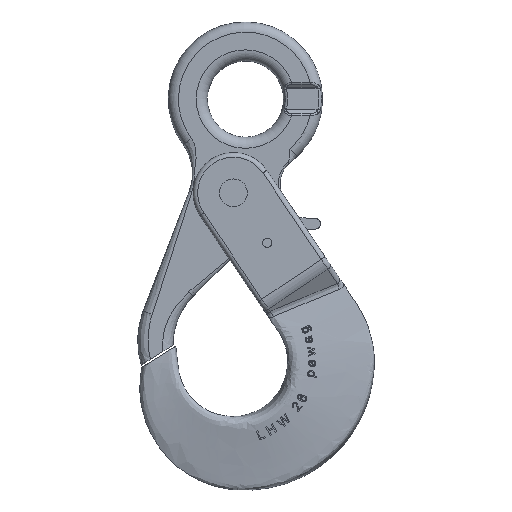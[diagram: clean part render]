
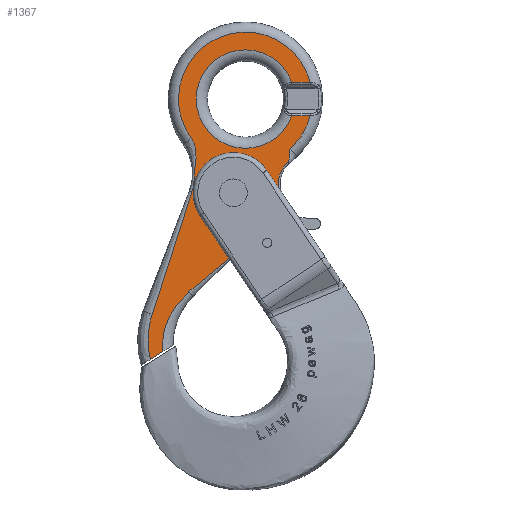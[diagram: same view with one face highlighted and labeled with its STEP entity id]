
A CAD part, top view. The second image highlights one B-rep face of the part: STEP entity #1367.
In plain terms, the highlighted planar face has unit normal (0, 0, 1).
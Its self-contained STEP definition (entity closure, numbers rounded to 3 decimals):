
#871=(
BOUNDED_CURVE()
B_SPLINE_CURVE(3,(#6921,#6922,#6923,#6924,#6925,#6926,#6927,#6928,#6929,
#6930,#6931,#6932),.UNSPECIFIED.,.F.,.F.)
B_SPLINE_CURVE_WITH_KNOTS((4,2,2,2,2,4),(0.,0.25,0.375,0.5,0.75,1.),
 .UNSPECIFIED.)
CURVE()
GEOMETRIC_REPRESENTATION_ITEM()
RATIONAL_B_SPLINE_CURVE((1.,1.,1.,1.,1.,1.,1.,1.,1.,1.,1.,1.))
REPRESENTATION_ITEM('')
);
#872=(
BOUNDED_CURVE()
B_SPLINE_CURVE(3,(#6934,#6935,#6936,#6937,#6938,#6939,#6940),
 .UNSPECIFIED.,.F.,.F.)
B_SPLINE_CURVE_WITH_KNOTS((4,3,4),(0.,0.102,1.),
 .UNSPECIFIED.)
CURVE()
GEOMETRIC_REPRESENTATION_ITEM()
RATIONAL_B_SPLINE_CURVE((1.,1.,1.,1.,1.,1.,1.))
REPRESENTATION_ITEM('')
);
#873=(
BOUNDED_CURVE()
B_SPLINE_CURVE(3,(#6942,#6943,#6944,#6945,#6946,#6947,#6948,#6949,#6950,
#6951),.UNSPECIFIED.,.F.,.F.)
B_SPLINE_CURVE_WITH_KNOTS((4,2,2,2,4),(0.,0.443,0.583,
0.722,1.),.UNSPECIFIED.)
CURVE()
GEOMETRIC_REPRESENTATION_ITEM()
RATIONAL_B_SPLINE_CURVE((1.,1.,1.,1.,1.,1.,1.,1.,1.,1.))
REPRESENTATION_ITEM('')
);
#874=(
BOUNDED_CURVE()
B_SPLINE_CURVE(3,(#6952,#6953,#6954,#6955,#6956,#6957,#6958,#6959,#6960,
#6961,#6962,#6963),.UNSPECIFIED.,.F.,.F.)
B_SPLINE_CURVE_WITH_KNOTS((4,2,2,2,2,4),(0.,0.263,0.525,
0.656,0.788,1.),.UNSPECIFIED.)
CURVE()
GEOMETRIC_REPRESENTATION_ITEM()
RATIONAL_B_SPLINE_CURVE((1.,1.,1.,1.,1.,1.,1.,1.,1.,1.,1.,1.))
REPRESENTATION_ITEM('')
);
#875=(
BOUNDED_CURVE()
B_SPLINE_CURVE(3,(#6965,#6966,#6967,#6968,#6969,#6970,#6971),
 .UNSPECIFIED.,.F.,.F.)
B_SPLINE_CURVE_WITH_KNOTS((4,3,4),(0.,0.354,1.),
 .UNSPECIFIED.)
CURVE()
GEOMETRIC_REPRESENTATION_ITEM()
RATIONAL_B_SPLINE_CURVE((1.,1.,1.,1.,1.,1.,1.))
REPRESENTATION_ITEM('')
);
#876=(
BOUNDED_CURVE()
B_SPLINE_CURVE(3,(#6980,#6981,#6982,#6983),.UNSPECIFIED.,.F.,.F.)
B_SPLINE_CURVE_WITH_KNOTS((4,4),(0.,1.),.UNSPECIFIED.)
CURVE()
GEOMETRIC_REPRESENTATION_ITEM()
RATIONAL_B_SPLINE_CURVE((1.,1.,1.,1.))
REPRESENTATION_ITEM('')
);
#895=LINE('',#6261,#1092);
#902=LINE('',#6637,#1099);
#903=LINE('',#6639,#1100);
#910=LINE('',#6917,#1107);
#911=LINE('',#6987,#1108);
#1092=VECTOR('',#5033,1.);
#1099=VECTOR('',#5072,1.);
#1100=VECTOR('',#5075,1.);
#1107=VECTOR('',#5134,1.);
#1108=VECTOR('',#5147,1.);
#1367=ADVANCED_FACE('',(#1699,#1700),#1605,.F.);
#1605=PLANE('',#4727);
#1699=FACE_BOUND('',#1813,.T.);
#1700=FACE_BOUND('',#1814,.T.);
#1813=EDGE_LOOP('',(#2291));
#1814=EDGE_LOOP('',(#2292,#2293,#2294,#2295,#2296,#2297,#2298,#2299,#2300,
#2301,#2302,#2303,#2304,#2305,#2306,#2307,#2308,#2309));
#2291=ORIENTED_EDGE('',*,*,#3962,.T.);
#2292=ORIENTED_EDGE('',*,*,#3963,.F.);
#2293=ORIENTED_EDGE('',*,*,#3964,.F.);
#2294=ORIENTED_EDGE('',*,*,#3965,.F.);
#2295=ORIENTED_EDGE('',*,*,#3966,.F.);
#2296=ORIENTED_EDGE('',*,*,#3967,.F.);
#2297=ORIENTED_EDGE('',*,*,#3968,.F.);
#2298=ORIENTED_EDGE('',*,*,#3904,.F.);
#2299=ORIENTED_EDGE('',*,*,#3969,.F.);
#2300=ORIENTED_EDGE('',*,*,#3970,.F.);
#2301=ORIENTED_EDGE('',*,*,#3971,.F.);
#2302=ORIENTED_EDGE('',*,*,#3972,.F.);
#2303=ORIENTED_EDGE('',*,*,#3931,.T.);
#2304=ORIENTED_EDGE('',*,*,#3930,.T.);
#2305=ORIENTED_EDGE('',*,*,#3973,.F.);
#2306=ORIENTED_EDGE('',*,*,#3974,.F.);
#2307=ORIENTED_EDGE('',*,*,#3975,.F.);
#2308=ORIENTED_EDGE('',*,*,#3976,.F.);
#2309=ORIENTED_EDGE('',*,*,#3977,.F.);
#3458=VERTEX_POINT('',#6260);
#3459=VERTEX_POINT('',#6262);
#3470=VERTEX_POINT('',#6616);
#3471=VERTEX_POINT('',#6636);
#3472=VERTEX_POINT('',#6640);
#3486=VERTEX_POINT('',#6913);
#3487=VERTEX_POINT('',#6915);
#3488=VERTEX_POINT('',#6916);
#3489=VERTEX_POINT('',#6918);
#3490=VERTEX_POINT('',#6920);
#3491=VERTEX_POINT('',#6933);
#3492=VERTEX_POINT('',#6941);
#3493=VERTEX_POINT('',#6964);
#3494=VERTEX_POINT('',#6972);
#3495=VERTEX_POINT('',#6974);
#3496=VERTEX_POINT('',#6977);
#3497=VERTEX_POINT('',#6979);
#3498=VERTEX_POINT('',#6984);
#3499=VERTEX_POINT('',#6986);
#3904=EDGE_CURVE('',#3458,#3459,#895,.T.);
#3930=EDGE_CURVE('',#3470,#3471,#902,.T.);
#3931=EDGE_CURVE('',#3472,#3470,#903,.T.);
#3962=EDGE_CURVE('',#3486,#3486,#4551,.T.);
#3963=EDGE_CURVE('',#3487,#3488,#4552,.T.);
#3964=EDGE_CURVE('',#3489,#3487,#910,.T.);
#3965=EDGE_CURVE('',#3490,#3489,#4553,.T.);
#3966=EDGE_CURVE('',#3491,#3490,#871,.T.);
#3967=EDGE_CURVE('',#3492,#3491,#872,.T.);
#3968=EDGE_CURVE('',#3459,#3492,#873,.T.);
#3969=EDGE_CURVE('',#3493,#3458,#874,.T.);
#3970=EDGE_CURVE('',#3494,#3493,#875,.T.);
#3971=EDGE_CURVE('',#3495,#3494,#4554,.T.);
#3972=EDGE_CURVE('',#3472,#3495,#4555,.T.);
#3973=EDGE_CURVE('',#3496,#3471,#4556,.T.);
#3974=EDGE_CURVE('',#3497,#3496,#4557,.T.);
#3975=EDGE_CURVE('',#3498,#3497,#876,.T.);
#3976=EDGE_CURVE('',#3499,#3498,#4558,.T.);
#3977=EDGE_CURVE('',#3488,#3499,#911,.T.);
#4551=CIRCLE('',#4719,37.5);
#4552=CIRCLE('',#4720,53.);
#4553=CIRCLE('',#4721,72.);
#4554=CIRCLE('',#4722,52.);
#4555=CIRCLE('',#4723,49.);
#4556=CIRCLE('',#4724,49.);
#4557=CIRCLE('',#4725,32.);
#4558=CIRCLE('',#4726,72.);
#4719=AXIS2_PLACEMENT_3D('',#6912,#5130,#5131);
#4720=AXIS2_PLACEMENT_3D('',#6914,#5132,#5133);
#4721=AXIS2_PLACEMENT_3D('',#6919,#5135,#5136);
#4722=AXIS2_PLACEMENT_3D('',#6973,#5137,#5138);
#4723=AXIS2_PLACEMENT_3D('',#6975,#5139,#5140);
#4724=AXIS2_PLACEMENT_3D('',#6976,#5141,#5142);
#4725=AXIS2_PLACEMENT_3D('',#6978,#5143,#5144);
#4726=AXIS2_PLACEMENT_3D('',#6985,#5145,#5146);
#4727=AXIS2_PLACEMENT_3D('',#6988,#5148,#5149);
#5033=DIRECTION('',(-0.848,-0.53,0.));
#5072=DIRECTION('',(0.998,0.07,0.));
#5075=DIRECTION('',(0.358,0.934,0.));
#5130=DIRECTION('',(0.,0.,-1.));
#5131=DIRECTION('',(1.,0.,0.));
#5132=DIRECTION('',(0.,0.,1.));
#5133=DIRECTION('',(1.,0.,0.));
#5134=DIRECTION('',(-1.,0.,0.));
#5135=DIRECTION('',(0.,0.,-1.));
#5136=DIRECTION('',(1.,0.,0.));
#5137=DIRECTION('',(0.,0.,1.));
#5138=DIRECTION('',(1.,0.,0.));
#5139=DIRECTION('',(0.,0.,-1.));
#5140=DIRECTION('',(1.,0.,0.));
#5141=DIRECTION('',(0.,0.,-1.));
#5142=DIRECTION('',(1.,0.,0.));
#5143=DIRECTION('',(0.,0.,1.));
#5144=DIRECTION('',(1.,0.,0.));
#5145=DIRECTION('',(0.,0.,-1.));
#5146=DIRECTION('',(1.,0.,0.));
#5147=DIRECTION('',(1.,0.,0.));
#5148=DIRECTION('',(0.,0.,-1.));
#5149=DIRECTION('',(1.,0.,0.));
#6260=CARTESIAN_POINT('',(-75.143,10.882,16.));
#6261=CARTESIAN_POINT('',(-64.406,17.592,16.));
#6262=CARTESIAN_POINT('',(-88.697,2.413,16.));
#6616=CARTESIAN_POINT('',(35.594,161.892,16.));
#6636=CARTESIAN_POINT('',(45.765,162.603,16.));
#6637=CARTESIAN_POINT('',(0.675,159.45,16.));
#6639=CARTESIAN_POINT('',(-15.894,27.76,16.));
#6640=CARTESIAN_POINT('',(27.415,140.584,16.));
#6912=CARTESIAN_POINT('',(0.594,181.592,16.));
#6913=CARTESIAN_POINT('',(38.094,181.592,16.));
#6914=CARTESIAN_POINT('',(13.594,282.592,16.));
#6915=CARTESIAN_POINT('',(63.495,300.45,16.));
#6916=CARTESIAN_POINT('',(63.495,264.733,16.));
#6917=CARTESIAN_POINT('',(63.872,300.45,16.));
#6918=CARTESIAN_POINT('',(83.344,300.45,16.));
#6919=CARTESIAN_POINT('',(13.594,282.592,16.));
#6920=CARTESIAN_POINT('',(-44.641,240.252,16.));
#6921=CARTESIAN_POINT('',(-44.128,182.549,16.));
#6922=CARTESIAN_POINT('',(-42.454,186.909,16.));
#6923=CARTESIAN_POINT('',(-41.887,191.562,16.));
#6924=CARTESIAN_POINT('',(-41.5,198.426,16.));
#6925=CARTESIAN_POINT('',(-41.489,200.698,16.));
#6926=CARTESIAN_POINT('',(-41.132,205.27,16.));
#6927=CARTESIAN_POINT('',(-40.816,207.586,16.));
#6928=CARTESIAN_POINT('',(-39.854,214.788,16.));
#6929=CARTESIAN_POINT('',(-39.212,219.991,16.));
#6930=CARTESIAN_POINT('',(-40.027,230.585,16.));
#6931=CARTESIAN_POINT('',(-41.501,235.933,16.));
#6932=CARTESIAN_POINT('',(-44.641,240.252,16.));
#6933=CARTESIAN_POINT('',(-44.128,182.549,16.));
#6934=CARTESIAN_POINT('',(-86.627,51.141,16.));
#6935=CARTESIAN_POINT('',(-84.95,55.512,16.));
#6936=CARTESIAN_POINT('',(-83.465,59.956,16.));
#6937=CARTESIAN_POINT('',(-81.98,64.4,16.));
#6938=CARTESIAN_POINT('',(-68.883,103.599,16.));
#6939=CARTESIAN_POINT('',(-58.925,144.002,16.));
#6940=CARTESIAN_POINT('',(-44.128,182.549,16.));
#6941=CARTESIAN_POINT('',(-86.627,51.141,16.));
#6942=CARTESIAN_POINT('',(-88.697,2.413,16.));
#6943=CARTESIAN_POINT('',(-90.562,9.471,16.));
#6944=CARTESIAN_POINT('',(-91.448,16.787,16.));
#6945=CARTESIAN_POINT('',(-91.27,26.377,16.));
#6946=CARTESIAN_POINT('',(-91.128,28.665,16.));
#6947=CARTESIAN_POINT('',(-90.645,33.221,16.));
#6948=CARTESIAN_POINT('',(-90.298,35.485,16.));
#6949=CARTESIAN_POINT('',(-89.211,42.281,16.));
#6950=CARTESIAN_POINT('',(-88.286,46.821,16.));
#6951=CARTESIAN_POINT('',(-86.627,51.141,16.));
#6952=CARTESIAN_POINT('',(-47.169,75.355,16.));
#6953=CARTESIAN_POINT('',(-51.527,70.998,16.));
#6954=CARTESIAN_POINT('',(-55.773,66.465,16.));
#6955=CARTESIAN_POINT('',(-63.516,56.543,16.));
#6956=CARTESIAN_POINT('',(-67.009,51.14,16.));
#6957=CARTESIAN_POINT('',(-71.053,42.352,16.));
#6958=CARTESIAN_POINT('',(-72.199,39.313,16.));
#6959=CARTESIAN_POINT('',(-73.976,33.073,16.));
#6960=CARTESIAN_POINT('',(-74.587,29.87,16.));
#6961=CARTESIAN_POINT('',(-75.482,21.408,16.));
#6962=CARTESIAN_POINT('',(-75.553,16.126,16.));
#6963=CARTESIAN_POINT('',(-75.143,10.882,16.));
#6964=CARTESIAN_POINT('',(-47.169,75.355,16.));
#6965=CARTESIAN_POINT('',(15.974,131.866,16.));
#6966=CARTESIAN_POINT('',(8.92,124.811,16.));
#6967=CARTESIAN_POINT('',(1.865,117.757,16.));
#6968=CARTESIAN_POINT('',(-5.189,110.703,16.));
#6969=CARTESIAN_POINT('',(-18.077,97.815,16.));
#6970=CARTESIAN_POINT('',(-34.281,88.243,16.));
#6971=CARTESIAN_POINT('',(-47.169,75.355,16.));
#6972=CARTESIAN_POINT('',(15.974,131.866,16.));
#6973=CARTESIAN_POINT('',(52.743,95.096,16.));
#6974=CARTESIAN_POINT('',(25.894,139.628,16.));
#6975=CARTESIAN_POINT('',(0.594,181.592,16.));
#6976=CARTESIAN_POINT('',(0.594,181.592,16.));
#6977=CARTESIAN_POINT('',(49.518,184.32,16.));
#6978=CARTESIAN_POINT('',(80.803,191.05,16.));
#6979=CARTESIAN_POINT('',(59.39,214.83,16.));
#6980=CARTESIAN_POINT('',(61.772,229.085,16.));
#6981=CARTESIAN_POINT('',(58.97,226.563,16.));
#6982=CARTESIAN_POINT('',(62.191,217.352,16.));
#6983=CARTESIAN_POINT('',(59.39,214.83,16.));
#6984=CARTESIAN_POINT('',(61.772,229.085,16.));
#6985=CARTESIAN_POINT('',(13.594,282.592,16.));
#6986=CARTESIAN_POINT('',(83.344,264.733,16.));
#6987=CARTESIAN_POINT('',(83.615,264.733,16.));
#6988=CARTESIAN_POINT('',(10.594,17.592,16.));
